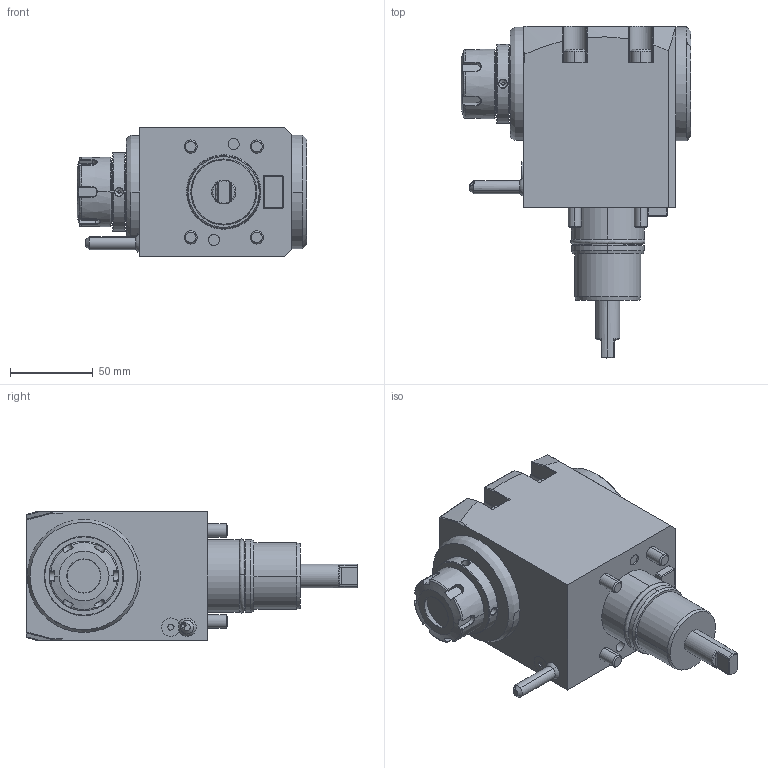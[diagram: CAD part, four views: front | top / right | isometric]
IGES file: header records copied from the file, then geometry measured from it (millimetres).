
Start section:  PTC IGES file: ngt2_44_201_25_2_3_75_nt.igs
Global section: file name: ngt2_44_201_25_2_3_75_nt.igs; native system: Pro/ENGINEER by Parametric Technology Corporation; preprocessor: 2010280; author: vali; organization: Unknown; date: 20211101.090432; units: millimetre
Bounding box: 139.1 x 201 x 78 mm (x, y, z)
Volume: 960069.2 mm3; surface area: 78851.7 mm2
Topology: 2 solids, 2 shells, 394 faces, 948 edges, 587 vertices
Faces by surface type: bspline 214, revolution 180
